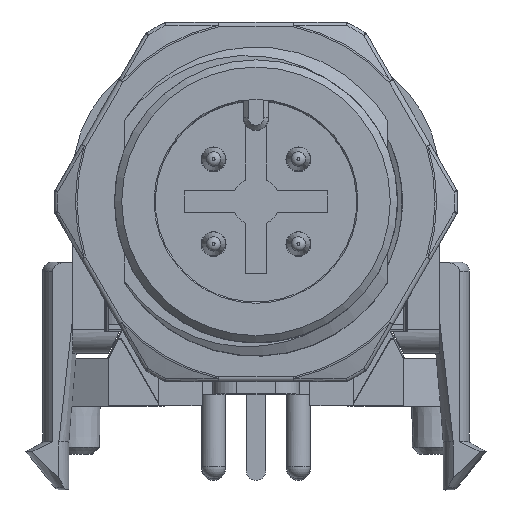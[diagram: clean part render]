
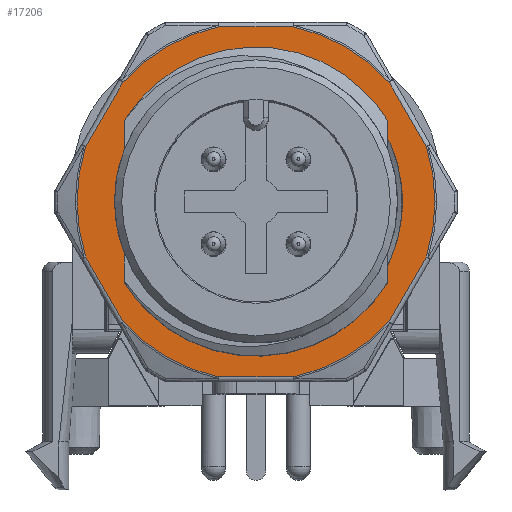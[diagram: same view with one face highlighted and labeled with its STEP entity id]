
A CAD part, top view. The second image highlights one B-rep face of the part: STEP entity #17206.
In plain terms, the highlighted planar face has unit normal (0, 0, 1).
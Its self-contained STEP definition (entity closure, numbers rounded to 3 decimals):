
#737=B_SPLINE_CURVE_WITH_KNOTS('',3,(#29707,#29708,#29709,#29710),
 .UNSPECIFIED.,.F.,.F.,(4,4),(0.,0.005),
 .UNSPECIFIED.);
#740=B_SPLINE_CURVE_WITH_KNOTS('',3,(#29824,#29825,#29826,#29827,#29828,
#29829,#29830),.UNSPECIFIED.,.F.,.F.,(4,1,1,1,4),(0.,0.003,
0.007,0.01,0.014),.UNSPECIFIED.);
#746=B_SPLINE_CURVE_WITH_KNOTS('',3,(#29925,#29926,#29927,#29928,#29929,
#29930,#29931),.UNSPECIFIED.,.F.,.F.,(4,1,1,1,4),(0.,0.003,
0.007,0.01,0.014),.UNSPECIFIED.);
#1234=PLANE('',#18818);
#1924=LINE('',#30997,#3123);
#1954=LINE('',#31871,#3153);
#1956=LINE('',#31979,#3155);
#1958=LINE('',#32081,#3157);
#1959=LINE('',#32176,#3158);
#1960=LINE('',#32178,#3159);
#3123=VECTOR('',#21603,1000.);
#3153=VECTOR('',#21963,1000.);
#3155=VECTOR('',#21997,1000.);
#3157=VECTOR('',#22029,1000.);
#3158=VECTOR('',#22058,1000.);
#3159=VECTOR('',#22061,1000.);
#6072=ORIENTED_EDGE('',*,*,#10116,.F.);
#6073=ORIENTED_EDGE('',*,*,#10109,.T.);
#6074=ORIENTED_EDGE('',*,*,#10102,.F.);
#6075=ORIENTED_EDGE('',*,*,#10095,.F.);
#6076=ORIENTED_EDGE('',*,*,#10088,.F.);
#6077=ORIENTED_EDGE('',*,*,#10081,.F.);
#6078=ORIENTED_EDGE('',*,*,#10074,.F.);
#6079=ORIENTED_EDGE('',*,*,#10121,.T.);
#6080=ORIENTED_EDGE('',*,*,#9872,.F.);
#6081=ORIENTED_EDGE('',*,*,#9917,.F.);
#6082=ORIENTED_EDGE('',*,*,#9911,.F.);
#6083=ORIENTED_EDGE('',*,*,#10120,.F.);
#6084=ORIENTED_EDGE('',*,*,#9774,.T.);
#6085=ORIENTED_EDGE('',*,*,#9766,.F.);
#6086=ORIENTED_EDGE('',*,*,#9763,.F.);
#6087=ORIENTED_EDGE('',*,*,#9772,.F.);
#9763=EDGE_CURVE('',#12067,#12069,#737,.T.);
#9766=EDGE_CURVE('',#12069,#12071,#740,.T.);
#9772=EDGE_CURVE('',#12076,#12067,#746,.T.);
#9774=EDGE_CURVE('',#12076,#12071,#13368,.F.);
#9872=EDGE_CURVE('',#12144,#12142,#13388,.T.);
#9911=EDGE_CURVE('',#12163,#12164,#13412,.T.);
#9917=EDGE_CURVE('',#12164,#12144,#1924,.T.);
#10074=EDGE_CURVE('',#12246,#12247,#13510,.T.);
#10081=EDGE_CURVE('',#12247,#12250,#1954,.T.);
#10088=EDGE_CURVE('',#12250,#12253,#13520,.T.);
#10095=EDGE_CURVE('',#12253,#12256,#1956,.T.);
#10102=EDGE_CURVE('',#12256,#12259,#13529,.T.);
#10109=EDGE_CURVE('',#12262,#12259,#1958,.T.);
#10116=EDGE_CURVE('',#12262,#12265,#13539,.T.);
#10120=EDGE_CURVE('',#12265,#12163,#1959,.T.);
#10121=EDGE_CURVE('',#12246,#12142,#1960,.T.);
#12067=VERTEX_POINT('',#29705);
#12069=VERTEX_POINT('',#29711);
#12071=VERTEX_POINT('',#29831);
#12076=VERTEX_POINT('',#29924);
#12142=VERTEX_POINT('',#30747);
#12144=VERTEX_POINT('',#30753);
#12163=VERTEX_POINT('',#30941);
#12164=VERTEX_POINT('',#30945);
#12246=VERTEX_POINT('',#31816);
#12247=VERTEX_POINT('',#31820);
#12250=VERTEX_POINT('',#31868);
#12253=VERTEX_POINT('',#31924);
#12256=VERTEX_POINT('',#31976);
#12259=VERTEX_POINT('',#32029);
#12262=VERTEX_POINT('',#32078);
#12265=VERTEX_POINT('',#32131);
#13368=CIRCLE('',#18511,5.459);
#13388=CIRCLE('',#18560,7.465);
#13412=CIRCLE('',#18601,7.465);
#13510=CIRCLE('',#18765,7.465);
#13520=CIRCLE('',#18781,7.465);
#13529=CIRCLE('',#18796,7.465);
#13539=CIRCLE('',#18812,7.465);
#14552=EDGE_LOOP('',(#6072,#6073,#6074,#6075,#6076,#6077,#6078,#6079,#6080,
#6081,#6082,#6083));
#14553=EDGE_LOOP('',(#6084,#6085,#6086,#6087));
#15776=FACE_BOUND('',#14552,.T.);
#15777=FACE_BOUND('',#14553,.T.);
#17206=ADVANCED_FACE('',(#15776,#15777),#1234,.T.);
#18511=AXIS2_PLACEMENT_3D('',#29937,#21346,#21347);
#18560=AXIS2_PLACEMENT_3D('',#30754,#21500,#21501);
#18601=AXIS2_PLACEMENT_3D('',#30948,#21588,#21589);
#18765=AXIS2_PLACEMENT_3D('',#31823,#21946,#21947);
#18781=AXIS2_PLACEMENT_3D('',#31927,#21980,#21981);
#18796=AXIS2_PLACEMENT_3D('',#32032,#22012,#22013);
#18812=AXIS2_PLACEMENT_3D('',#32134,#22046,#22047);
#18818=AXIS2_PLACEMENT_3D('',#32177,#22059,#22060);
#21346=DIRECTION('',(0.,0.,1.));
#21347=DIRECTION('',(1.,0.,0.));
#21500=DIRECTION('',(0.,0.,-1.));
#21501=DIRECTION('',(0.742,-0.67,0.));
#21588=DIRECTION('',(0.,0.,-1.));
#21589=DIRECTION('',(0.951,0.308,0.));
#21603=DIRECTION('',(-0.5,-0.866,0.));
#21946=DIRECTION('',(0.,0.,-1.));
#21947=DIRECTION('',(-0.209,-0.978,0.));
#21963=DIRECTION('',(-0.5,0.866,0.));
#21980=DIRECTION('',(0.,0.,-1.));
#21981=DIRECTION('',(-0.951,-0.308,0.));
#21997=DIRECTION('',(0.5,0.866,0.));
#22012=DIRECTION('',(0.,0.,-1.));
#22013=DIRECTION('',(-0.742,0.67,0.));
#22029=DIRECTION('',(-1.,0.,0.));
#22046=DIRECTION('',(0.,0.,-1.));
#22047=DIRECTION('',(0.209,0.978,0.));
#22058=DIRECTION('',(0.5,-0.866,0.));
#22059=DIRECTION('',(0.,0.,1.));
#22060=DIRECTION('',(0.,-1.,0.));
#22061=DIRECTION('',(1.,0.,0.));
#29705=CARTESIAN_POINT('',(5.641,-2.337,-11.5));
#29707=CARTESIAN_POINT('',(5.641,-2.337,-11.5));
#29708=CARTESIAN_POINT('',(6.254,-0.857,-11.5));
#29709=CARTESIAN_POINT('',(6.254,0.858,-11.5));
#29710=CARTESIAN_POINT('',(5.641,2.337,-11.5));
#29711=CARTESIAN_POINT('',(5.641,2.337,-11.5));
#29824=CARTESIAN_POINT('',(5.641,2.337,-11.5));
#29825=CARTESIAN_POINT('',(5.158,3.37,-11.5));
#29826=CARTESIAN_POINT('',(3.603,5.144,-11.5));
#29827=CARTESIAN_POINT('',(0.211,6.13,-11.5));
#29828=CARTESIAN_POINT('',(-3.183,5.061,-11.5));
#29829=CARTESIAN_POINT('',(-4.638,3.196,-11.5));
#29830=CARTESIAN_POINT('',(-5.029,2.122,-11.5));
#29831=CARTESIAN_POINT('',(-5.029,2.122,-11.5));
#29924=CARTESIAN_POINT('',(-5.028,-2.124,-11.5));
#29925=CARTESIAN_POINT('',(-5.028,-2.124,-11.5));
#29926=CARTESIAN_POINT('',(-4.638,-3.196,-11.5));
#29927=CARTESIAN_POINT('',(-3.178,-5.064,-11.5));
#29928=CARTESIAN_POINT('',(0.206,-6.131,-11.5));
#29929=CARTESIAN_POINT('',(3.61,-5.14,-11.5));
#29930=CARTESIAN_POINT('',(5.158,-3.371,-11.5));
#29931=CARTESIAN_POINT('',(5.641,-2.337,-11.5));
#29937=CARTESIAN_POINT('',(0.,0.,-11.5));
#30747=CARTESIAN_POINT('',(1.56,-7.3,-11.5));
#30753=CARTESIAN_POINT('',(5.542,-5.001,-11.5));
#30754=CARTESIAN_POINT('',(0.,0.,-11.5));
#30941=CARTESIAN_POINT('',(7.102,2.299,-11.5));
#30945=CARTESIAN_POINT('',(7.102,-2.299,-11.5));
#30948=CARTESIAN_POINT('',(0.,0.,-11.5));
#30997=CARTESIAN_POINT('',(7.102,-2.299,-11.5));
#31816=CARTESIAN_POINT('',(-1.56,-7.3,-11.5));
#31820=CARTESIAN_POINT('',(-5.542,-5.001,-11.5));
#31823=CARTESIAN_POINT('',(0.,0.,-11.5));
#31868=CARTESIAN_POINT('',(-7.102,-2.299,-11.5));
#31871=CARTESIAN_POINT('',(-5.542,-5.001,-11.5));
#31924=CARTESIAN_POINT('',(-7.102,2.299,-11.5));
#31927=CARTESIAN_POINT('',(0.,0.,-11.5));
#31976=CARTESIAN_POINT('',(-5.542,5.001,-11.5));
#31979=CARTESIAN_POINT('',(-7.102,2.299,-11.5));
#32029=CARTESIAN_POINT('',(-1.56,7.3,-11.5));
#32032=CARTESIAN_POINT('',(0.,0.,-11.5));
#32078=CARTESIAN_POINT('',(1.56,7.3,-11.5));
#32081=CARTESIAN_POINT('',(1.56,7.3,-11.5));
#32131=CARTESIAN_POINT('',(5.542,5.001,-11.5));
#32134=CARTESIAN_POINT('',(0.,0.,-11.5));
#32176=CARTESIAN_POINT('',(5.542,5.001,-11.5));
#32177=CARTESIAN_POINT('',(0.,0.,-11.5));
#32178=CARTESIAN_POINT('',(-1.56,-7.3,-11.5));
